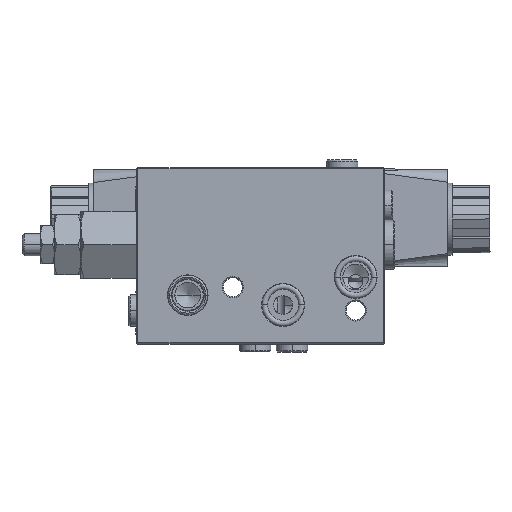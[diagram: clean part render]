
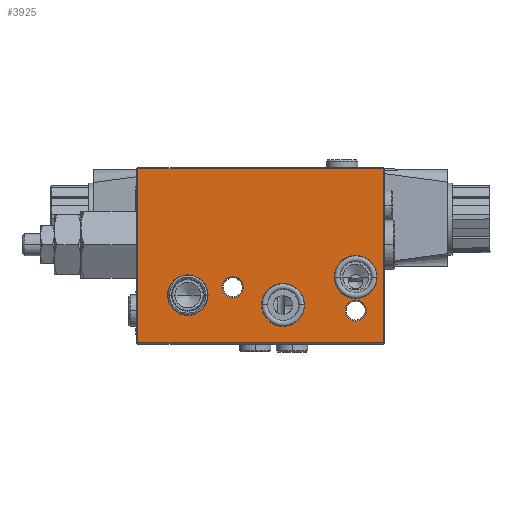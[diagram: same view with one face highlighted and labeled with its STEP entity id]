
A CAD part, top view. The second image highlights one B-rep face of the part: STEP entity #3925.
In plain terms, the highlighted planar face has unit normal (0, 0, 1).
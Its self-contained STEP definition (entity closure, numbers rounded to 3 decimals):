
#178 = ORIENTED_EDGE ( 'NONE', *, *, #158694, .F. ) ;
#653 = DIRECTION ( 'NONE',  ( 1., 0., 0. ) ) ;
#969 = DIRECTION ( 'NONE',  ( 1., 0., 0. ) ) ;
#2909 = VERTEX_POINT ( 'NONE', #113160 ) ;
#3925 = ADVANCED_FACE ( 'NONE', ( #71334, #76087, #192812, #116557, #30855, #187997 ), #156728, .F. ) ;
#4743 = AXIS2_PLACEMENT_3D ( 'NONE', #55768, #162305, #71055 ) ;
#6085 = DIRECTION ( 'NONE',  ( 1., 0., 0. ) ) ;
#6219 = DIRECTION ( 'NONE',  ( 0., -1., 0. ) ) ;
#6257 = EDGE_CURVE ( 'NONE', #177795, #2909, #175941, .T. ) ;
#8889 = DIRECTION ( 'NONE',  ( 0., 0., 1. ) ) ;
#10572 = VECTOR ( 'NONE', #147226, 1000. ) ;
#10583 = EDGE_CURVE ( 'NONE', #118359, #76290, #101050, .T. ) ;
#13593 = EDGE_CURVE ( 'NONE', #29328, #17193, #120451, .T. ) ;
#13973 = ORIENTED_EDGE ( 'NONE', *, *, #79306, .F. ) ;
#14958 = ORIENTED_EDGE ( 'NONE', *, *, #149079, .T. ) ;
#15078 = DIRECTION ( 'NONE',  ( 0., 0., 1. ) ) ;
#17193 = VERTEX_POINT ( 'NONE', #142805 ) ;
#23086 = CIRCLE ( 'NONE', #88697, 9.6 ) ;
#24826 = CARTESIAN_POINT ( 'NONE',  ( -33.993, -5.863, 36.332 ) ) ;
#25248 = EDGE_CURVE ( 'NONE', #147790, #181862, #40297, .T. ) ;
#25666 = DIRECTION ( 'NONE',  ( 0., 0., 1. ) ) ;
#26210 = ORIENTED_EDGE ( 'NONE', *, *, #62830, .T. ) ;
#27541 = DIRECTION ( 'NONE',  ( 0., 0., 1. ) ) ;
#28411 = CARTESIAN_POINT ( 'NONE',  ( 33.507, -30.863, 36.332 ) ) ;
#29328 = VERTEX_POINT ( 'NONE', #89092 ) ;
#30855 = FACE_BOUND ( 'NONE', #158424, .T. ) ;
#31270 = CARTESIAN_POINT ( 'NONE',  ( -45.093, -9.463, 36.332 ) ) ;
#31379 = ORIENTED_EDGE ( 'NONE', *, *, #136503, .F. ) ;
#32730 = CARTESIAN_POINT ( 'NONE',  ( 30.607, -1.363, 36.332 ) ) ;
#35221 = CARTESIAN_POINT ( 'NONE',  ( -33.993, -5.863, 36.332 ) ) ;
#35756 = VERTEX_POINT ( 'NONE', #138124 ) ;
#39658 = CARTESIAN_POINT ( 'NONE',  ( -21.093, -13.863, 36.332 ) ) ;
#40127 = DIRECTION ( 'NONE',  ( 1., 0., 0. ) ) ;
#40297 = CIRCLE ( 'NONE', #140968, 9.6 ) ;
#41774 = AXIS2_PLACEMENT_3D ( 'NONE', #65674, #172251, #80979 ) ;
#45022 = DIRECTION ( 'NONE',  ( 1., 0., 0. ) ) ;
#48014 = LINE ( 'NONE', #127934, #128923 ) ;
#50532 = DIRECTION ( 'NONE',  ( 1., 0., 0. ) ) ;
#50870 = DIRECTION ( 'NONE',  ( -1., 0., 0. ) ) ;
#53166 = VERTEX_POINT ( 'NONE', #138270 ) ;
#55768 = CARTESIAN_POINT ( 'NONE',  ( 21.007, -16.363, 36.332 ) ) ;
#57392 = CARTESIAN_POINT ( 'NONE',  ( -76.493, -30.863, 36.332 ) ) ;
#59569 = VERTEX_POINT ( 'NONE', #32730 ) ;
#62830 = EDGE_CURVE ( 'NONE', #76290, #155368, #91498, .T. ) ;
#65674 = CARTESIAN_POINT ( 'NONE',  ( -11.493, -13.863, 36.332 ) ) ;
#71055 = DIRECTION ( 'NONE',  ( 1., 0., 0. ) ) ;
#71334 = FACE_BOUND ( 'NONE', #160268, .T. ) ;
#71350 = CARTESIAN_POINT ( 'NONE',  ( 33.507, 8.137, 36.332 ) ) ;
#71517 = AXIS2_PLACEMENT_3D ( 'NONE', #100063, #8889, #115299 ) ;
#71618 = ORIENTED_EDGE ( 'NONE', *, *, #121836, .F. ) ;
#76087 = FACE_BOUND ( 'NONE', #117556, .T. ) ;
#76290 = VERTEX_POINT ( 'NONE', #28411 ) ;
#76671 = DIRECTION ( 'NONE',  ( -1., 0., 0. ) ) ;
#77345 = CARTESIAN_POINT ( 'NONE',  ( -21.493, 47.137, 36.332 ) ) ;
#79306 = EDGE_CURVE ( 'NONE', #2909, #177795, #97851, .T. ) ;
#80979 = DIRECTION ( 'NONE',  ( 1., 0., 0. ) ) ;
#83871 = EDGE_LOOP ( 'NONE', ( #179643, #26210, #144012, #14958 ) ) ;
#85905 = CARTESIAN_POINT ( 'NONE',  ( 21.007, -1.363, 36.332 ) ) ;
#88697 = AXIS2_PLACEMENT_3D ( 'NONE', #85905, #15078, #45022 ) ;
#89092 = CARTESIAN_POINT ( 'NONE',  ( 16.257, -16.363, 36.332 ) ) ;
#89480 = CIRCLE ( 'NONE', #4743, 4.75 ) ;
#90873 = CARTESIAN_POINT ( 'NONE',  ( -1.893, -13.863, 36.332 ) ) ;
#91498 = LINE ( 'NONE', #71350, #10572 ) ;
#91592 = AXIS2_PLACEMENT_3D ( 'NONE', #111348, #141990, #50870 ) ;
#91610 = AXIS2_PLACEMENT_3D ( 'NONE', #24826, #131257, #40127 ) ;
#91819 = DIRECTION ( 'NONE',  ( 0., 0., 1. ) ) ;
#92140 = DIRECTION ( 'NONE',  ( 0., 0., 1. ) ) ;
#97851 = CIRCLE ( 'NONE', #71517, 9.1 ) ;
#100063 = CARTESIAN_POINT ( 'NONE',  ( -54.193, -9.463, 36.332 ) ) ;
#101050 = LINE ( 'NONE', #113174, #181971 ) ;
#101149 = ORIENTED_EDGE ( 'NONE', *, *, #159168, .F. ) ;
#105988 = VECTOR ( 'NONE', #76671, 1000. ) ;
#111348 = CARTESIAN_POINT ( 'NONE',  ( 33.507, -30.863, 36.332 ) ) ;
#112339 = EDGE_CURVE ( 'NONE', #155368, #160069, #115518, .T. ) ;
#113144 = AXIS2_PLACEMENT_3D ( 'NONE', #116765, #25666, #132101 ) ;
#113160 = CARTESIAN_POINT ( 'NONE',  ( -63.293, -9.463, 36.332 ) ) ;
#113174 = CARTESIAN_POINT ( 'NONE',  ( -21.493, -30.863, 36.332 ) ) ;
#113220 = CARTESIAN_POINT ( 'NONE',  ( 33.507, 47.137, 36.332 ) ) ;
#115299 = DIRECTION ( 'NONE',  ( 1., 0., 0. ) ) ;
#115365 = ORIENTED_EDGE ( 'NONE', *, *, #6257, .F. ) ;
#115518 = LINE ( 'NONE', #77345, #105988 ) ;
#116046 = AXIS2_PLACEMENT_3D ( 'NONE', #118652, #27541, #133997 ) ;
#116557 = FACE_BOUND ( 'NONE', #170071, .T. ) ;
#116765 = CARTESIAN_POINT ( 'NONE',  ( 21.007, -1.363, 36.332 ) ) ;
#117556 = EDGE_LOOP ( 'NONE', ( #178, #196711 ) ) ;
#118359 = VERTEX_POINT ( 'NONE', #57392 ) ;
#118652 = CARTESIAN_POINT ( 'NONE',  ( -54.193, -9.463, 36.332 ) ) ;
#120451 = CIRCLE ( 'NONE', #138426, 4.75 ) ;
#121836 = EDGE_CURVE ( 'NONE', #53166, #162648, #158463, .T. ) ;
#127934 = CARTESIAN_POINT ( 'NONE',  ( -76.493, 8.137, 36.332 ) ) ;
#128923 = VECTOR ( 'NONE', #6219, 1000. ) ;
#131257 = DIRECTION ( 'NONE',  ( 0., 0., 1. ) ) ;
#132101 = DIRECTION ( 'NONE',  ( 1., 0., 0. ) ) ;
#132268 = CIRCLE ( 'NONE', #41774, 9.6 ) ;
#133997 = DIRECTION ( 'NONE',  ( 1., 0., 0. ) ) ;
#134001 = EDGE_LOOP ( 'NONE', ( #180830, #101149 ) ) ;
#136503 = EDGE_CURVE ( 'NONE', #162648, #53166, #179562, .T. ) ;
#138124 = CARTESIAN_POINT ( 'NONE',  ( 11.407, -1.363, 36.332 ) ) ;
#138270 = CARTESIAN_POINT ( 'NONE',  ( -29.243, -5.863, 36.332 ) ) ;
#138426 = AXIS2_PLACEMENT_3D ( 'NONE', #182981, #91819, #653 ) ;
#140968 = AXIS2_PLACEMENT_3D ( 'NONE', #183309, #92140, #969 ) ;
#141669 = DIRECTION ( 'NONE',  ( 0., 0., 1. ) ) ;
#141990 = DIRECTION ( 'NONE',  ( 0., 0., -1. ) ) ;
#142335 = CARTESIAN_POINT ( 'NONE',  ( -76.493, 47.137, 36.332 ) ) ;
#142805 = CARTESIAN_POINT ( 'NONE',  ( 25.757, -16.363, 36.332 ) ) ;
#144012 = ORIENTED_EDGE ( 'NONE', *, *, #112339, .T. ) ;
#147226 = DIRECTION ( 'NONE',  ( 0., 1., 0. ) ) ;
#147790 = VERTEX_POINT ( 'NONE', #90873 ) ;
#149079 = EDGE_CURVE ( 'NONE', #160069, #118359, #48014, .T. ) ;
#155368 = VERTEX_POINT ( 'NONE', #113220 ) ;
#156728 = PLANE ( 'NONE',  #91592 ) ;
#158424 = EDGE_LOOP ( 'NONE', ( #115365, #13973 ) ) ;
#158463 = CIRCLE ( 'NONE', #171598, 4.75 ) ;
#158694 = EDGE_CURVE ( 'NONE', #17193, #29328, #89480, .T. ) ;
#159004 = EDGE_CURVE ( 'NONE', #181862, #147790, #132268, .T. ) ;
#159168 = EDGE_CURVE ( 'NONE', #35756, #59569, #194178, .T. ) ;
#160069 = VERTEX_POINT ( 'NONE', #142335 ) ;
#160268 = EDGE_LOOP ( 'NONE', ( #71618, #31379 ) ) ;
#162305 = DIRECTION ( 'NONE',  ( 0., 0., 1. ) ) ;
#162648 = VERTEX_POINT ( 'NONE', #164674 ) ;
#164674 = CARTESIAN_POINT ( 'NONE',  ( -38.743, -5.863, 36.332 ) ) ;
#170071 = EDGE_LOOP ( 'NONE', ( #183710, #192861 ) ) ;
#171598 = AXIS2_PLACEMENT_3D ( 'NONE', #35221, #141669, #50532 ) ;
#172251 = DIRECTION ( 'NONE',  ( 0., 0., 1. ) ) ;
#175941 = CIRCLE ( 'NONE', #116046, 9.1 ) ;
#177795 = VERTEX_POINT ( 'NONE', #31270 ) ;
#179562 = CIRCLE ( 'NONE', #91610, 4.75 ) ;
#179643 = ORIENTED_EDGE ( 'NONE', *, *, #10583, .T. ) ;
#180634 = EDGE_CURVE ( 'NONE', #59569, #35756, #23086, .T. ) ;
#180830 = ORIENTED_EDGE ( 'NONE', *, *, #180634, .F. ) ;
#181862 = VERTEX_POINT ( 'NONE', #39658 ) ;
#181971 = VECTOR ( 'NONE', #6085, 1000. ) ;
#182981 = CARTESIAN_POINT ( 'NONE',  ( 21.007, -16.363, 36.332 ) ) ;
#183309 = CARTESIAN_POINT ( 'NONE',  ( -11.493, -13.863, 36.332 ) ) ;
#183710 = ORIENTED_EDGE ( 'NONE', *, *, #25248, .F. ) ;
#187997 = FACE_OUTER_BOUND ( 'NONE', #83871, .T. ) ;
#192812 = FACE_BOUND ( 'NONE', #134001, .T. ) ;
#192861 = ORIENTED_EDGE ( 'NONE', *, *, #159004, .F. ) ;
#194178 = CIRCLE ( 'NONE', #113144, 9.6 ) ;
#196711 = ORIENTED_EDGE ( 'NONE', *, *, #13593, .F. ) ;
